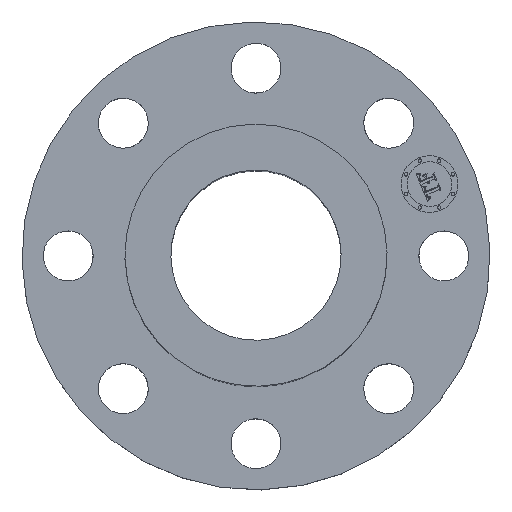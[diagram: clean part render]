
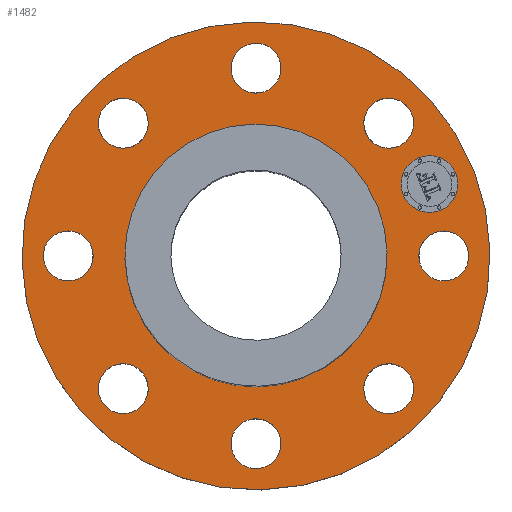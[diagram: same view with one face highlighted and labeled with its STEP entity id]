
A CAD part, top view. The second image highlights one B-rep face of the part: STEP entity #1482.
In plain terms, the highlighted planar face has unit normal (0, 0, 1).
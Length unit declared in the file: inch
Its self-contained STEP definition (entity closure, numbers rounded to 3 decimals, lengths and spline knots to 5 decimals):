
#51=AXIS2_PLACEMENT_3D('Circle Axis2P3D',#49,#50,$) ;
#366=AXIS2_PLACEMENT_3D('Circle Axis2P3D',#364,#365,$) ;
#413=AXIS2_PLACEMENT_3D('Circle Axis2P3D',#411,#412,$) ;
#432=AXIS2_PLACEMENT_3D('Circle Axis2P3D',#430,#431,$) ;
#610=AXIS2_PLACEMENT_3D('Circle Axis2P3D',#608,#609,$) ;
#645=AXIS2_PLACEMENT_3D('Circle Axis2P3D',#643,#644,$) ;
#1104=AXIS2_PLACEMENT_3D('Circle Axis2P3D',#1102,#1103,$) ;
#1123=AXIS2_PLACEMENT_3D('Circle Axis2P3D',#1121,#1122,$) ;
#1151=AXIS2_PLACEMENT_3D('Circle Axis2P3D',#1149,#1150,$) ;
#1170=AXIS2_PLACEMENT_3D('Circle Axis2P3D',#1168,#1169,$) ;
#1198=AXIS2_PLACEMENT_3D('Circle Axis2P3D',#1196,#1197,$) ;
#1217=AXIS2_PLACEMENT_3D('Circle Axis2P3D',#1215,#1216,$) ;
#1245=AXIS2_PLACEMENT_3D('Circle Axis2P3D',#1243,#1244,$) ;
#1264=AXIS2_PLACEMENT_3D('Circle Axis2P3D',#1262,#1263,$) ;
#1292=AXIS2_PLACEMENT_3D('Circle Axis2P3D',#1290,#1291,$) ;
#1311=AXIS2_PLACEMENT_3D('Circle Axis2P3D',#1309,#1310,$) ;
#1339=AXIS2_PLACEMENT_3D('Circle Axis2P3D',#1337,#1338,$) ;
#1358=AXIS2_PLACEMENT_3D('Circle Axis2P3D',#1356,#1357,$) ;
#1386=AXIS2_PLACEMENT_3D('Circle Axis2P3D',#1384,#1385,$) ;
#1405=AXIS2_PLACEMENT_3D('Circle Axis2P3D',#1403,#1404,$) ;
#1422=AXIS2_PLACEMENT_3D('Plane Axis2P3D',#1419,#1420,#1421) ;
#1466=AXIS2_PLACEMENT_3D('Circle Axis2P3D',#1464,#1465,$) ;
#1475=AXIS2_PLACEMENT_3D('Circle Axis2P3D',#1473,#1474,$) ;
#44=CARTESIAN_POINT('Vertex',(2.92386,-0.21095,1.0575)) ;
#49=CARTESIAN_POINT('Axis2P3D Location',(3.31,0.,1.0575)) ;
#53=CARTESIAN_POINT('Vertex',(3.69614,0.21095,1.0575)) ;
#364=CARTESIAN_POINT('Axis2P3D Location',(3.31,0.,1.0575)) ;
#408=CARTESIAN_POINT('Vertex',(-1.97763,-3.62003,1.0575)) ;
#411=CARTESIAN_POINT('Axis2P3D Location',(0.,0.,1.0575)) ;
#415=CARTESIAN_POINT('Vertex',(1.97763,3.62003,1.0575)) ;
#430=CARTESIAN_POINT('Axis2P3D Location',(0.,0.,1.0575)) ;
#608=CARTESIAN_POINT('Axis2P3D Location',(0.,0.,1.0575)) ;
#612=CARTESIAN_POINT('Vertex',(1.10747,2.02722,1.0575)) ;
#614=CARTESIAN_POINT('Vertex',(-1.10747,-2.02722,1.0575)) ;
#643=CARTESIAN_POINT('Axis2P3D Location',(0.,0.,1.0575)) ;
#1099=CARTESIAN_POINT('Vertex',(1.91832,-2.21665,1.0575)) ;
#1102=CARTESIAN_POINT('Axis2P3D Location',(2.34052,-2.34052,1.0575)) ;
#1106=CARTESIAN_POINT('Vertex',(2.76273,-2.4644,1.0575)) ;
#1121=CARTESIAN_POINT('Axis2P3D Location',(2.34052,-2.34052,1.0575)) ;
#1146=CARTESIAN_POINT('Vertex',(-0.21095,-2.92386,1.0575)) ;
#1149=CARTESIAN_POINT('Axis2P3D Location',(0.,-3.31,1.0575)) ;
#1153=CARTESIAN_POINT('Vertex',(0.21095,-3.69614,1.0575)) ;
#1168=CARTESIAN_POINT('Axis2P3D Location',(0.,-3.31,1.0575)) ;
#1193=CARTESIAN_POINT('Vertex',(-2.21665,-1.91832,1.0575)) ;
#1196=CARTESIAN_POINT('Axis2P3D Location',(-2.34052,-2.34052,1.0575)) ;
#1200=CARTESIAN_POINT('Vertex',(-2.4644,-2.76273,1.0575)) ;
#1215=CARTESIAN_POINT('Axis2P3D Location',(-2.34052,-2.34052,1.0575)) ;
#1240=CARTESIAN_POINT('Vertex',(-2.92386,0.21095,1.0575)) ;
#1243=CARTESIAN_POINT('Axis2P3D Location',(-3.31,0.,1.0575)) ;
#1247=CARTESIAN_POINT('Vertex',(-3.69614,-0.21095,1.0575)) ;
#1262=CARTESIAN_POINT('Axis2P3D Location',(-3.31,0.,1.0575)) ;
#1287=CARTESIAN_POINT('Vertex',(-1.91832,2.21665,1.0575)) ;
#1290=CARTESIAN_POINT('Axis2P3D Location',(-2.34052,2.34052,1.0575)) ;
#1294=CARTESIAN_POINT('Vertex',(-2.76273,2.4644,1.0575)) ;
#1309=CARTESIAN_POINT('Axis2P3D Location',(-2.34052,2.34052,1.0575)) ;
#1334=CARTESIAN_POINT('Vertex',(0.21095,2.92386,1.0575)) ;
#1337=CARTESIAN_POINT('Axis2P3D Location',(0.,3.31,1.0575)) ;
#1341=CARTESIAN_POINT('Vertex',(-0.21095,3.69614,1.0575)) ;
#1356=CARTESIAN_POINT('Axis2P3D Location',(0.,3.31,1.0575)) ;
#1381=CARTESIAN_POINT('Vertex',(2.21665,1.91832,1.0575)) ;
#1384=CARTESIAN_POINT('Axis2P3D Location',(2.34052,2.34052,1.0575)) ;
#1388=CARTESIAN_POINT('Vertex',(2.4644,2.76273,1.0575)) ;
#1403=CARTESIAN_POINT('Axis2P3D Location',(2.34052,2.34052,1.0575)) ;
#1419=CARTESIAN_POINT('Axis2P3D Location',(0.,4.125,1.0575)) ;
#1464=CARTESIAN_POINT('Axis2P3D Location',(3.05804,1.26668,1.0575)) ;
#1468=CARTESIAN_POINT('Vertex',(3.24938,0.80474,1.0575)) ;
#1470=CARTESIAN_POINT('Vertex',(2.8667,1.72862,1.0575)) ;
#1473=CARTESIAN_POINT('Axis2P3D Location',(3.05804,1.26668,1.0575)) ;
#50=DIRECTION('Axis2P3D Direction',(0.,-0.,0.039)) ;
#365=DIRECTION('Axis2P3D Direction',(0.,-0.,0.039)) ;
#412=DIRECTION('Axis2P3D Direction',(0.,0.,-0.039)) ;
#431=DIRECTION('Axis2P3D Direction',(0.,0.,-0.039)) ;
#609=DIRECTION('Axis2P3D Direction',(0.,0.,-0.039)) ;
#644=DIRECTION('Axis2P3D Direction',(0.,0.,-0.039)) ;
#1103=DIRECTION('Axis2P3D Direction',(-0.,0.,0.039)) ;
#1122=DIRECTION('Axis2P3D Direction',(-0.,0.,0.039)) ;
#1150=DIRECTION('Axis2P3D Direction',(-0.,0.,0.039)) ;
#1169=DIRECTION('Axis2P3D Direction',(-0.,0.,0.039)) ;
#1197=DIRECTION('Axis2P3D Direction',(0.,0.,0.039)) ;
#1216=DIRECTION('Axis2P3D Direction',(0.,0.,0.039)) ;
#1244=DIRECTION('Axis2P3D Direction',(0.,0.,0.039)) ;
#1263=DIRECTION('Axis2P3D Direction',(0.,0.,0.039)) ;
#1291=DIRECTION('Axis2P3D Direction',(0.,0.,0.039)) ;
#1310=DIRECTION('Axis2P3D Direction',(0.,0.,0.039)) ;
#1338=DIRECTION('Axis2P3D Direction',(0.,0.,0.039)) ;
#1357=DIRECTION('Axis2P3D Direction',(0.,0.,0.039)) ;
#1385=DIRECTION('Axis2P3D Direction',(0.,-0.,0.039)) ;
#1404=DIRECTION('Axis2P3D Direction',(0.,-0.,0.039)) ;
#1420=DIRECTION('Axis2P3D Direction',(0.,0.,-0.039)) ;
#1421=DIRECTION('Axis2P3D XDirection',(0.039,0.,0.)) ;
#1465=DIRECTION('Axis2P3D Direction',(0.,0.,-0.039)) ;
#1474=DIRECTION('Axis2P3D Direction',(0.,0.,-0.039)) ;
#1425=ORIENTED_EDGE('',*,*,#434,.F.) ;
#1426=ORIENTED_EDGE('',*,*,#417,.F.) ;
#1429=ORIENTED_EDGE('',*,*,#55,.T.) ;
#1430=ORIENTED_EDGE('',*,*,#368,.T.) ;
#1433=ORIENTED_EDGE('',*,*,#647,.T.) ;
#1434=ORIENTED_EDGE('',*,*,#616,.T.) ;
#1437=ORIENTED_EDGE('',*,*,#1125,.T.) ;
#1438=ORIENTED_EDGE('',*,*,#1108,.T.) ;
#1441=ORIENTED_EDGE('',*,*,#1172,.T.) ;
#1442=ORIENTED_EDGE('',*,*,#1155,.T.) ;
#1445=ORIENTED_EDGE('',*,*,#1219,.T.) ;
#1446=ORIENTED_EDGE('',*,*,#1202,.T.) ;
#1449=ORIENTED_EDGE('',*,*,#1266,.T.) ;
#1450=ORIENTED_EDGE('',*,*,#1249,.T.) ;
#1453=ORIENTED_EDGE('',*,*,#1313,.T.) ;
#1454=ORIENTED_EDGE('',*,*,#1296,.T.) ;
#1457=ORIENTED_EDGE('',*,*,#1360,.T.) ;
#1458=ORIENTED_EDGE('',*,*,#1343,.T.) ;
#1461=ORIENTED_EDGE('',*,*,#1407,.T.) ;
#1462=ORIENTED_EDGE('',*,*,#1390,.T.) ;
#1479=ORIENTED_EDGE('',*,*,#1472,.F.) ;
#1480=ORIENTED_EDGE('',*,*,#1477,.F.) ;
#1431=FACE_BOUND('',#1428,.T.) ;
#1435=FACE_BOUND('',#1432,.T.) ;
#1439=FACE_BOUND('',#1436,.T.) ;
#1443=FACE_BOUND('',#1440,.T.) ;
#1447=FACE_BOUND('',#1444,.T.) ;
#1451=FACE_BOUND('',#1448,.T.) ;
#1455=FACE_BOUND('',#1452,.T.) ;
#1459=FACE_BOUND('',#1456,.T.) ;
#1463=FACE_BOUND('',#1460,.T.) ;
#1481=FACE_BOUND('',#1478,.T.) ;
#1482=ADVANCED_FACE('PartBody',(#1427,#1431,#1435,#1439,#1443,#1447,#1451,#1455,#1459,#1463,#1481),#1423,.F.) ;
#52=CIRCLE('generated circle',#51,0.44) ;
#367=CIRCLE('generated circle',#366,0.44) ;
#414=CIRCLE('generated circle',#413,4.125) ;
#433=CIRCLE('generated circle',#432,4.125) ;
#611=CIRCLE('generated circle',#610,2.31) ;
#646=CIRCLE('generated circle',#645,2.31) ;
#1105=CIRCLE('generated circle',#1104,0.44) ;
#1124=CIRCLE('generated circle',#1123,0.44) ;
#1152=CIRCLE('generated circle',#1151,0.44) ;
#1171=CIRCLE('generated circle',#1170,0.44) ;
#1199=CIRCLE('generated circle',#1198,0.44) ;
#1218=CIRCLE('generated circle',#1217,0.44) ;
#1246=CIRCLE('generated circle',#1245,0.44) ;
#1265=CIRCLE('generated circle',#1264,0.44) ;
#1293=CIRCLE('generated circle',#1292,0.44) ;
#1312=CIRCLE('generated circle',#1311,0.44) ;
#1340=CIRCLE('generated circle',#1339,0.44) ;
#1359=CIRCLE('generated circle',#1358,0.44) ;
#1387=CIRCLE('generated circle',#1386,0.44) ;
#1406=CIRCLE('generated circle',#1405,0.44) ;
#1467=CIRCLE('generated circle',#1466,0.5) ;
#1476=CIRCLE('generated circle',#1475,0.5) ;
#55=EDGE_CURVE('',#54,#45,#52,.F.) ;
#368=EDGE_CURVE('',#45,#54,#367,.F.) ;
#417=EDGE_CURVE('',#409,#416,#414,.T.) ;
#434=EDGE_CURVE('',#416,#409,#433,.T.) ;
#616=EDGE_CURVE('',#613,#615,#611,.T.) ;
#647=EDGE_CURVE('',#615,#613,#646,.T.) ;
#1108=EDGE_CURVE('',#1107,#1100,#1105,.F.) ;
#1125=EDGE_CURVE('',#1100,#1107,#1124,.F.) ;
#1155=EDGE_CURVE('',#1154,#1147,#1152,.F.) ;
#1172=EDGE_CURVE('',#1147,#1154,#1171,.F.) ;
#1202=EDGE_CURVE('',#1201,#1194,#1199,.F.) ;
#1219=EDGE_CURVE('',#1194,#1201,#1218,.F.) ;
#1249=EDGE_CURVE('',#1248,#1241,#1246,.F.) ;
#1266=EDGE_CURVE('',#1241,#1248,#1265,.F.) ;
#1296=EDGE_CURVE('',#1295,#1288,#1293,.F.) ;
#1313=EDGE_CURVE('',#1288,#1295,#1312,.F.) ;
#1343=EDGE_CURVE('',#1342,#1335,#1340,.F.) ;
#1360=EDGE_CURVE('',#1335,#1342,#1359,.F.) ;
#1390=EDGE_CURVE('',#1389,#1382,#1387,.F.) ;
#1407=EDGE_CURVE('',#1382,#1389,#1406,.F.) ;
#1472=EDGE_CURVE('',#1469,#1471,#1467,.F.) ;
#1477=EDGE_CURVE('',#1471,#1469,#1476,.F.) ;
#1424=EDGE_LOOP('',(#1425,#1426)) ;
#1428=EDGE_LOOP('',(#1429,#1430)) ;
#1432=EDGE_LOOP('',(#1433,#1434)) ;
#1436=EDGE_LOOP('',(#1437,#1438)) ;
#1440=EDGE_LOOP('',(#1441,#1442)) ;
#1444=EDGE_LOOP('',(#1445,#1446)) ;
#1448=EDGE_LOOP('',(#1449,#1450)) ;
#1452=EDGE_LOOP('',(#1453,#1454)) ;
#1456=EDGE_LOOP('',(#1457,#1458)) ;
#1460=EDGE_LOOP('',(#1461,#1462)) ;
#1478=EDGE_LOOP('',(#1479,#1480)) ;
#1427=FACE_OUTER_BOUND('',#1424,.T.) ;
#1423=PLANE('',#1422) ;
#45=VERTEX_POINT('',#44) ;
#54=VERTEX_POINT('',#53) ;
#409=VERTEX_POINT('',#408) ;
#416=VERTEX_POINT('',#415) ;
#613=VERTEX_POINT('',#612) ;
#615=VERTEX_POINT('',#614) ;
#1100=VERTEX_POINT('',#1099) ;
#1107=VERTEX_POINT('',#1106) ;
#1147=VERTEX_POINT('',#1146) ;
#1154=VERTEX_POINT('',#1153) ;
#1194=VERTEX_POINT('',#1193) ;
#1201=VERTEX_POINT('',#1200) ;
#1241=VERTEX_POINT('',#1240) ;
#1248=VERTEX_POINT('',#1247) ;
#1288=VERTEX_POINT('',#1287) ;
#1295=VERTEX_POINT('',#1294) ;
#1335=VERTEX_POINT('',#1334) ;
#1342=VERTEX_POINT('',#1341) ;
#1382=VERTEX_POINT('',#1381) ;
#1389=VERTEX_POINT('',#1388) ;
#1469=VERTEX_POINT('',#1468) ;
#1471=VERTEX_POINT('',#1470) ;
